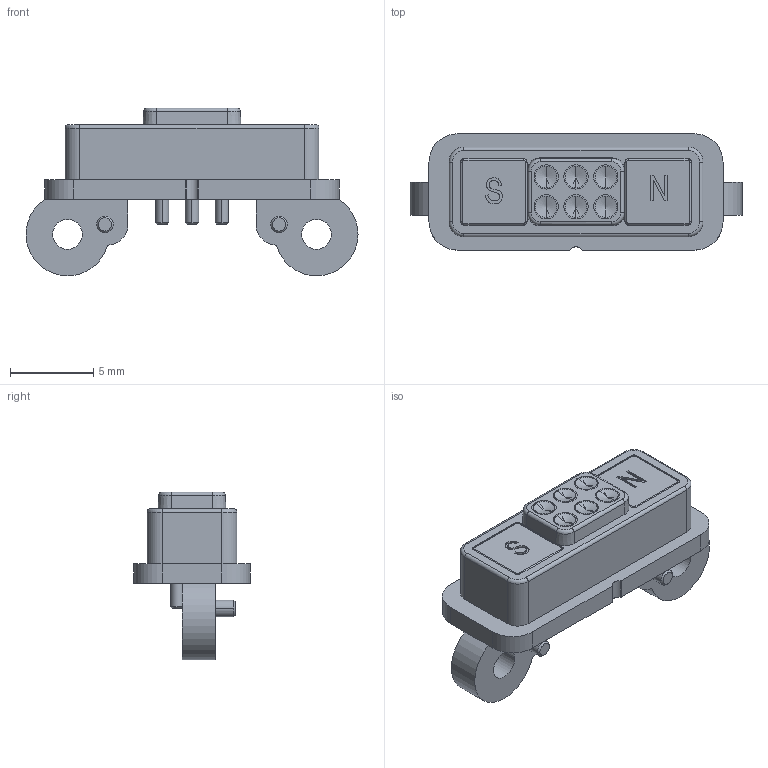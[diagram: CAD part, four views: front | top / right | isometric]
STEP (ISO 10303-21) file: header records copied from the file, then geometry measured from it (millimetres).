
FILE_DESCRIPTION (( 'STEP AP214' ), '1' );
FILE_NAME ('686B0621250124E.STEP', '2023-04-14T19:03:40', ( '' ), ( '' ), 'SwSTEP 2.0', 'SolidWorks 2020', '' );
FILE_SCHEMA (( 'AUTOMOTIVE_DESIGN' ));
Length unit declared in the file: millimetre
Products named in the file (1): 686B0621250124E
Bounding box: 20 x 7 x 10.1 mm (x, y, z)
Volume: 479.8 mm3; surface area: 778.5 mm2
Topology: 7 solids, 9 shells, 290 faces, 691 edges, 426 vertices
Faces by surface type: cylinder 116, plane 102, cone 34, bspline 30, torus 8
Entity records: 11915 total; most frequent: CARTESIAN_POINT 2542, DIRECTION 1447, ORIENTED_EDGE 1358, EDGE_CURVE 679, AXIS2_PLACEMENT_3D 555, VERTEX_POINT 426, LINE 337, VECTOR 337
